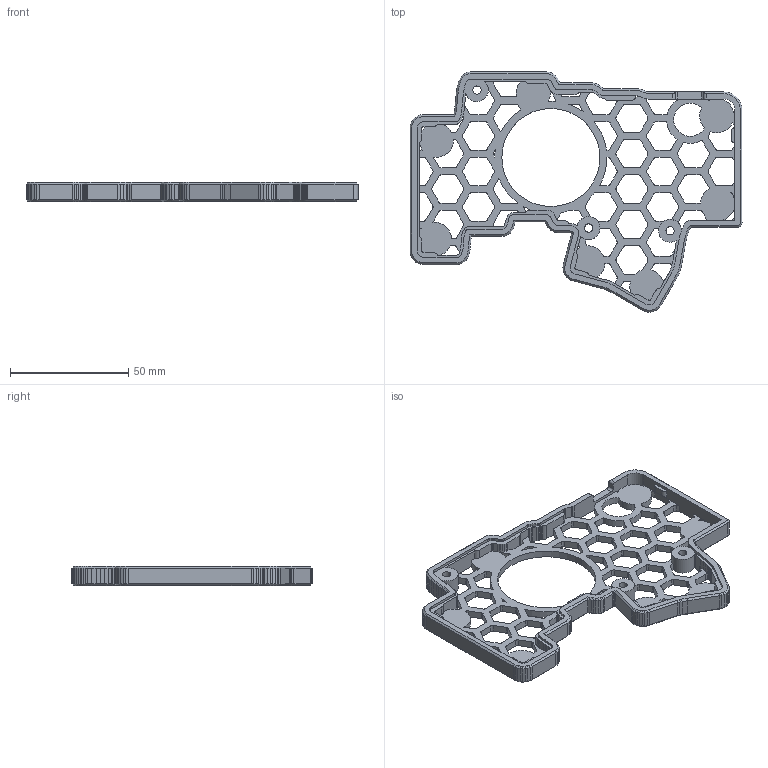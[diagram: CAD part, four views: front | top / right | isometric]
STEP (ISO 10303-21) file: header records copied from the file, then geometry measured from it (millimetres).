
FILE_DESCRIPTION (( 'STEP AP203' ), '1' );
FILE_NAME ('Dilemma Case Tenting Puck Opening.STEP', '2022-10-30T17:43:40', ( '' ), ( '' ), 'SwSTEP 2.0', 'SolidWorks 2022', '' );
FILE_SCHEMA (( 'CONFIG_CONTROL_DESIGN' ));
Length unit declared in the file: millimetre
Products named in the file (1): Dilemma Case Tenting Puck Opening
Bounding box: 140.51 x 101.62 x 8.2 mm (x, y, z)
Volume: 24368.8 mm3; surface area: 22435.5 mm2
Topology: 1 solids, 1 shells, 1347 faces, 3793 edges, 2425 vertices
Faces by surface type: plane 1057, cylinder 286, cone 4
Entity records: 43045 total; most frequent: CARTESIAN_POINT 7590, ORIENTED_EDGE 7586, DIRECTION 7074, EDGE_CURVE 3793, VECTOR 3192, LINE 3192, VERTEX_POINT 2425, AXIS2_PLACEMENT_3D 1941
